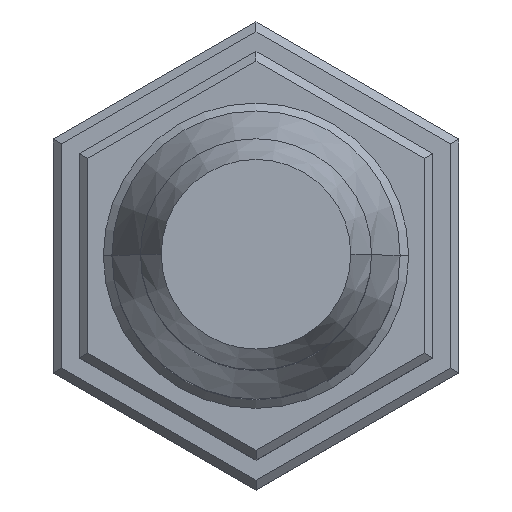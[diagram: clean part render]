
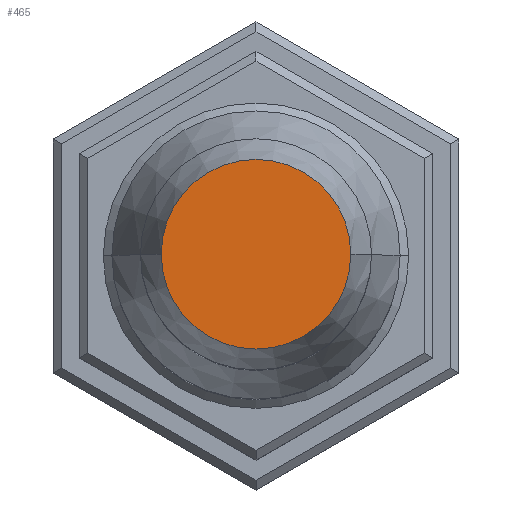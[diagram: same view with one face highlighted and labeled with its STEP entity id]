
A CAD part, top view. The second image highlights one B-rep face of the part: STEP entity #465.
In plain terms, the highlighted planar face has unit normal (0, 0, 1).
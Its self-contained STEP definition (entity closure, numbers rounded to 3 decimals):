
#26 = DIRECTION ( 'NONE',  ( 0., 0., 1. ) ) ;
#171 = AXIS2_PLACEMENT_3D ( 'NONE', #556, #258, #276 ) ;
#191 = CARTESIAN_POINT ( 'NONE',  ( -3.322, 0., 36. ) ) ;
#196 = EDGE_CURVE ( 'NONE', #266, #262, #414, .T. ) ;
#227 = DIRECTION ( 'NONE',  ( 0., 0., 1. ) ) ;
#256 = EDGE_CURVE ( 'NONE', #262, #266, #583, .T. ) ;
#258 = DIRECTION ( 'NONE',  ( 0., 0., 1. ) ) ;
#262 = VERTEX_POINT ( 'NONE', #191 ) ;
#266 = VERTEX_POINT ( 'NONE', #667 ) ;
#276 = DIRECTION ( 'NONE',  ( 1., 0., 0. ) ) ;
#298 = EDGE_LOOP ( 'NONE', ( #888, #354 ) ) ;
#316 = PLANE ( 'NONE',  #547 ) ;
#354 = ORIENTED_EDGE ( 'NONE', *, *, #196, .T. ) ;
#394 = DIRECTION ( 'NONE',  ( 1., 0., 0. ) ) ;
#414 = CIRCLE ( 'NONE', #171, 3.322 ) ;
#465 = ADVANCED_FACE ( 'NONE', ( #980 ), #316, .T. ) ;
#547 = AXIS2_PLACEMENT_3D ( 'NONE', #1071, #227, #604 ) ;
#556 = CARTESIAN_POINT ( 'NONE',  ( 0., 0., 36. ) ) ;
#583 = CIRCLE ( 'NONE', #892, 3.322 ) ;
#604 = DIRECTION ( 'NONE',  ( 1., 0., 0. ) ) ;
#667 = CARTESIAN_POINT ( 'NONE',  ( 3.322, 0., 36. ) ) ;
#888 = ORIENTED_EDGE ( 'NONE', *, *, #256, .T. ) ;
#892 = AXIS2_PLACEMENT_3D ( 'NONE', #1050, #26, #394 ) ;
#980 = FACE_OUTER_BOUND ( 'NONE', #298, .T. ) ;
#1050 = CARTESIAN_POINT ( 'NONE',  ( 0., 0., 36. ) ) ;
#1071 = CARTESIAN_POINT ( 'NONE',  ( 0., 0., 36. ) ) ;
